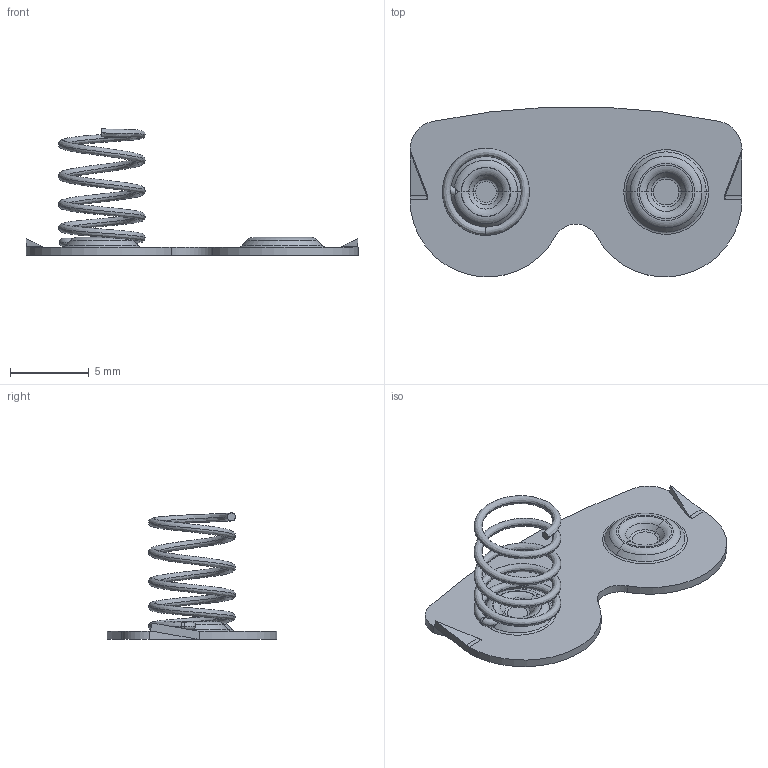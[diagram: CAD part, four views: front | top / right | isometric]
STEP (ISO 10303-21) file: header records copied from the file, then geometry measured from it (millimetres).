
FILE_DESCRIPTION (( 'STEP AP214' ), '1' );
FILE_NAME ('BK-6181.STEP', '2020-02-10T21:52:30', ( '' ), ( '' ), 'SwSTEP 2.0', 'SolidWorks 2017', '' );
FILE_SCHEMA (( 'AUTOMOTIVE_DESIGN' ));
Length unit declared in the file: millimetre
Products named in the file (1): BK-6181
Bounding box: 21.05 x 10.75 x 8 mm (x, y, z)
Volume: 118.5 mm3; surface area: 561.4 mm2
Topology: 1 solids, 1 shells, 95 faces, 206 edges, 121 vertices
Faces by surface type: torus 38, plane 27, cone 17, cylinder 11, bspline 2
Entity records: 3982 total; most frequent: CARTESIAN_POINT 1803, DIRECTION 514, ORIENTED_EDGE 412, AXIS2_PLACEMENT_3D 226, EDGE_CURVE 206, CIRCLE 132, VERTEX_POINT 121, EDGE_LOOP 103
